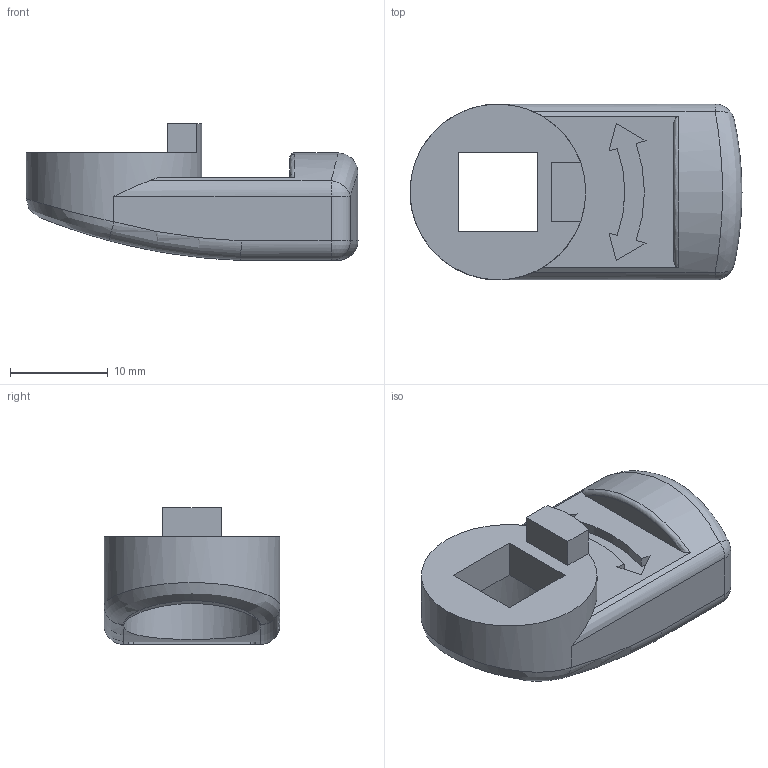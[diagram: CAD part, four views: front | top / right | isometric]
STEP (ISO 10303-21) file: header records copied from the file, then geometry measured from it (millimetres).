
FILE_DESCRIPTION(('STEP AP203'),'1');
FILE_NAME('30402011.step','2016-05-24T11:21:35',(' '),(' '),'Spatial InterOp 3D',' ',' ');
FILE_SCHEMA(('CONFIG_CONTROL_DESIGN'));
Length unit declared in the file: millimetre
Products named in the file (1): 1
Bounding box: 34 x 18 x 14 mm (x, y, z)
Volume: 3231.9 mm3; surface area: 2417.7 mm2
Topology: 1 solids, 1 shells, 57 faces, 145 edges, 89 vertices
Faces by surface type: plane 29, cylinder 18, sphere 4, torus 4, bspline 2
Full cylindrical faces by diameter (mm): 14 x1, 18 x1
Entity records: 2461 total; most frequent: CARTESIAN_POINT 1080, ORIENTED_EDGE 278, DIRECTION 275, EDGE_CURVE 139, AXIS2_PLACEMENT_3D 96, VERTEX_POINT 87, LINE 83, VECTOR 83
